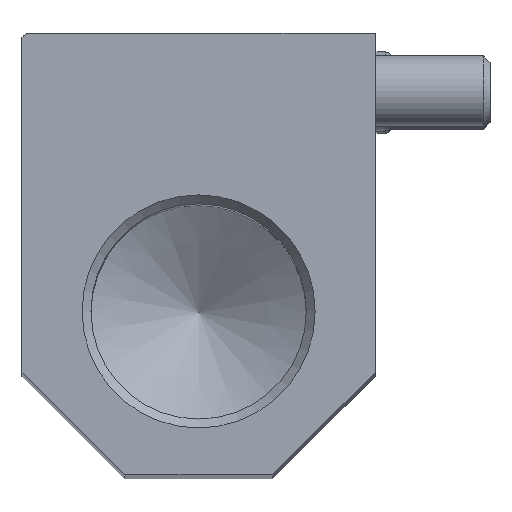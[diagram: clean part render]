
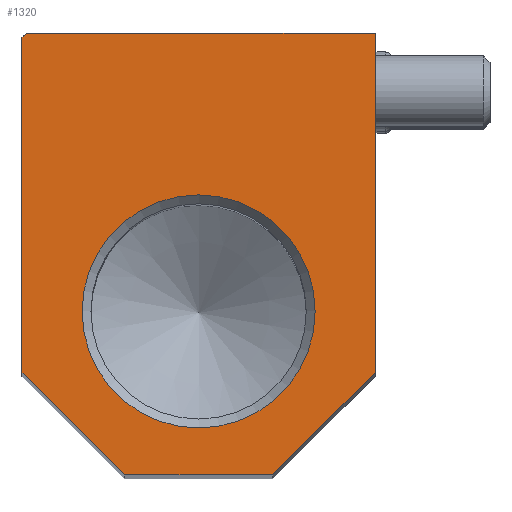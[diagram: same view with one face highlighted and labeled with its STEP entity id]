
A CAD part, top view. The second image highlights one B-rep face of the part: STEP entity #1320.
In plain terms, the highlighted face is planar.
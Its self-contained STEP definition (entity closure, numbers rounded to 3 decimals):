
#149=CIRCLE('',#1452,13.2);
#278=ORIENTED_EDGE('',*,*,#614,.T.);
#279=ORIENTED_EDGE('',*,*,#602,.F.);
#280=ORIENTED_EDGE('',*,*,#582,.F.);
#281=ORIENTED_EDGE('',*,*,#592,.F.);
#282=ORIENTED_EDGE('',*,*,#549,.F.);
#283=ORIENTED_EDGE('',*,*,#611,.F.);
#284=ORIENTED_EDGE('',*,*,#608,.F.);
#285=ORIENTED_EDGE('',*,*,#605,.F.);
#549=EDGE_CURVE('',#728,#729,#856,.T.);
#582=EDGE_CURVE('',#758,#759,#886,.T.);
#592=EDGE_CURVE('',#729,#758,#896,.T.);
#602=EDGE_CURVE('',#759,#771,#899,.T.);
#605=EDGE_CURVE('',#771,#773,#902,.T.);
#608=EDGE_CURVE('',#773,#775,#905,.T.);
#611=EDGE_CURVE('',#775,#728,#908,.T.);
#614=EDGE_CURVE('',#778,#778,#149,.T.);
#728=VERTEX_POINT('',#1951);
#729=VERTEX_POINT('',#1953);
#758=VERTEX_POINT('',#2017);
#759=VERTEX_POINT('',#2019);
#771=VERTEX_POINT('',#2055);
#773=VERTEX_POINT('',#2061);
#775=VERTEX_POINT('',#2067);
#778=VERTEX_POINT('',#2079);
#856=LINE('',#1952,#953);
#886=LINE('',#2018,#983);
#896=LINE('',#2034,#993);
#899=LINE('',#2054,#996);
#902=LINE('',#2060,#999);
#905=LINE('',#2066,#1002);
#908=LINE('',#2072,#1005);
#953=VECTOR('',#1575,1000.);
#983=VECTOR('',#1617,1000.);
#993=VECTOR('',#1633,1000.);
#996=VECTOR('',#1652,1000.);
#999=VECTOR('',#1657,1000.);
#1002=VECTOR('',#1662,1000.);
#1005=VECTOR('',#1667,1000.);
#1064=EDGE_LOOP('',(#278));
#1065=EDGE_LOOP('',(#279,#280,#281,#282,#283,#284,#285));
#1177=FACE_BOUND('',#1064,.T.);
#1178=FACE_BOUND('',#1065,.T.);
#1286=PLANE('',#1451);
#1320=ADVANCED_FACE('',(#1177,#1178),#1286,.F.);
#1451=AXIS2_PLACEMENT_3D('',#2077,#1673,#1674);
#1452=AXIS2_PLACEMENT_3D('',#2078,#1675,#1676);
#1575=DIRECTION('',(0.,1.,0.));
#1617=DIRECTION('',(0.,0.,1.));
#1633=DIRECTION('',(0.,0.707,0.707));
#1652=DIRECTION('',(0.,-1.,0.));
#1657=DIRECTION('',(0.,-0.707,-0.707));
#1662=DIRECTION('',(0.,0.,-1.));
#1667=DIRECTION('',(0.,0.707,-0.707));
#1673=DIRECTION('',(1.,0.,0.));
#1674=DIRECTION('',(0.,0.,-1.));
#1675=DIRECTION('',(1.,0.,0.));
#1676=DIRECTION('',(0.,0.,-1.));
#1951=CARTESIAN_POINT('',(0.,-6.87,-20.));
#1952=CARTESIAN_POINT('',(0.,-6.87,-20.));
#1953=CARTESIAN_POINT('',(0.,31.,-20.));
#2017=CARTESIAN_POINT('',(0.,31.5,-19.5));
#2018=CARTESIAN_POINT('',(0.,31.5,-19.5));
#2019=CARTESIAN_POINT('',(0.,31.5,20.));
#2034=CARTESIAN_POINT('',(0.,31.,-20.));
#2054=CARTESIAN_POINT('',(0.,31.5,20.));
#2055=CARTESIAN_POINT('',(0.,-6.87,20.));
#2060=CARTESIAN_POINT('',(0.,-6.87,20.));
#2061=CARTESIAN_POINT('',(0.,-18.5,8.37));
#2066=CARTESIAN_POINT('',(0.,-18.5,8.37));
#2067=CARTESIAN_POINT('',(0.,-18.5,-8.37));
#2072=CARTESIAN_POINT('',(0.,-18.5,-8.37));
#2077=CARTESIAN_POINT('',(0.,0.,0.));
#2078=CARTESIAN_POINT('',(0.,0.,0.));
#2079=CARTESIAN_POINT('',(0.,0.,-13.2));
